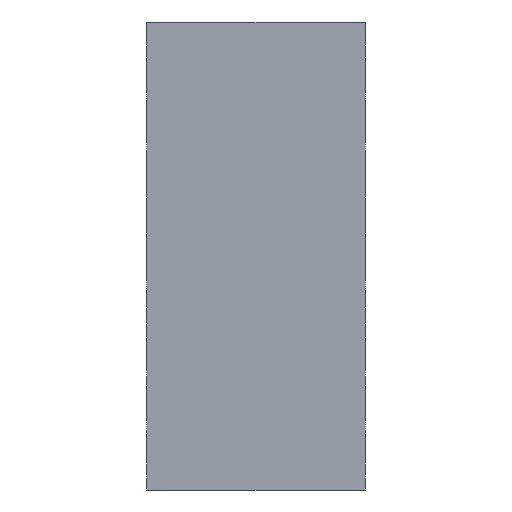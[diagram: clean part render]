
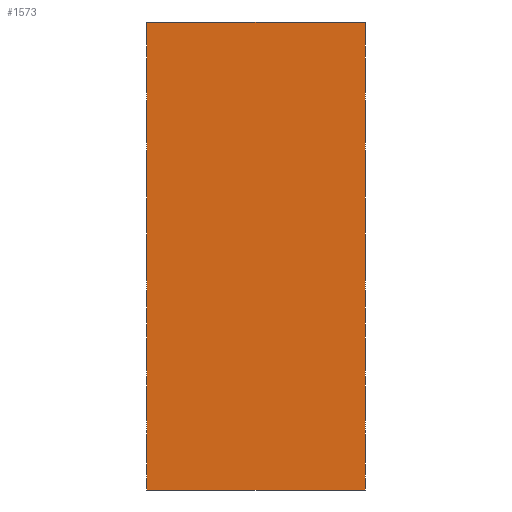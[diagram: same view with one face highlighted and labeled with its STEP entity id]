
A CAD part, front view. The second image highlights one B-rep face of the part: STEP entity #1573.
In plain terms, the highlighted planar face has unit normal (0, -1, 0).
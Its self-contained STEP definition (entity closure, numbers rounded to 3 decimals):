
#118 = ORIENTED_EDGE ( 'NONE', *, *, #535, .T. ) ;
#206 = LINE ( 'NONE', #1945, #1895 ) ;
#374 = DIRECTION ( 'NONE',  ( -1., 0., 0. ) ) ;
#403 = DIRECTION ( 'NONE',  ( -1., 0., 0. ) ) ;
#535 = EDGE_CURVE ( 'NONE', #661, #2179, #206, .T. ) ;
#584 = EDGE_CURVE ( 'NONE', #2179, #831, #1210, .T. ) ;
#611 = EDGE_CURVE ( 'NONE', #661, #1170, #1757, .T. ) ;
#661 = VERTEX_POINT ( 'NONE', #783 ) ;
#783 = CARTESIAN_POINT ( 'NONE',  ( 7.5, 0., 0. ) ) ;
#831 = VERTEX_POINT ( 'NONE', #1001 ) ;
#893 = PLANE ( 'NONE',  #1084 ) ;
#1001 = CARTESIAN_POINT ( 'NONE',  ( -7.5, 0., -32.115 ) ) ;
#1084 = AXIS2_PLACEMENT_3D ( 'NONE', #1792, #2019, #2000 ) ;
#1170 = VERTEX_POINT ( 'NONE', #1326 ) ;
#1210 = LINE ( 'NONE', #1374, #1345 ) ;
#1226 = DIRECTION ( 'NONE',  ( 0., 0., -1. ) ) ;
#1299 = VECTOR ( 'NONE', #374, 1000. ) ;
#1304 = ORIENTED_EDGE ( 'NONE', *, *, #611, .F. ) ;
#1326 = CARTESIAN_POINT ( 'NONE',  ( 7.5, 0., -32.115 ) ) ;
#1345 = VECTOR ( 'NONE', #1226, 1000. ) ;
#1374 = CARTESIAN_POINT ( 'NONE',  ( -7.5, 0., 0. ) ) ;
#1390 = LINE ( 'NONE', #2069, #1299 ) ;
#1404 = DIRECTION ( 'NONE',  ( 0., 0., -1. ) ) ;
#1452 = VECTOR ( 'NONE', #1404, 1000. ) ;
#1573 = ADVANCED_FACE ( 'NONE', ( #2084 ), #893, .F. ) ;
#1580 = CARTESIAN_POINT ( 'NONE',  ( 7.5, 0., 0. ) ) ;
#1608 = ORIENTED_EDGE ( 'NONE', *, *, #584, .T. ) ;
#1757 = LINE ( 'NONE', #1580, #1452 ) ;
#1792 = CARTESIAN_POINT ( 'NONE',  ( 7.5, 0., 0. ) ) ;
#1796 = EDGE_CURVE ( 'NONE', #1170, #831, #1390, .T. ) ;
#1895 = VECTOR ( 'NONE', #403, 1000. ) ;
#1919 = ORIENTED_EDGE ( 'NONE', *, *, #1796, .F. ) ;
#1927 = CARTESIAN_POINT ( 'NONE',  ( -7.5, 0., 0. ) ) ;
#1945 = CARTESIAN_POINT ( 'NONE',  ( 7.5, 0., 0. ) ) ;
#1971 = EDGE_LOOP ( 'NONE', ( #1608, #1919, #1304, #118 ) ) ;
#2000 = DIRECTION ( 'NONE',  ( 0., 0., 1. ) ) ;
#2019 = DIRECTION ( 'NONE',  ( 0., 1., 0. ) ) ;
#2069 = CARTESIAN_POINT ( 'NONE',  ( 7.5, 0., -32.115 ) ) ;
#2084 = FACE_OUTER_BOUND ( 'NONE', #1971, .T. ) ;
#2179 = VERTEX_POINT ( 'NONE', #1927 ) ;
